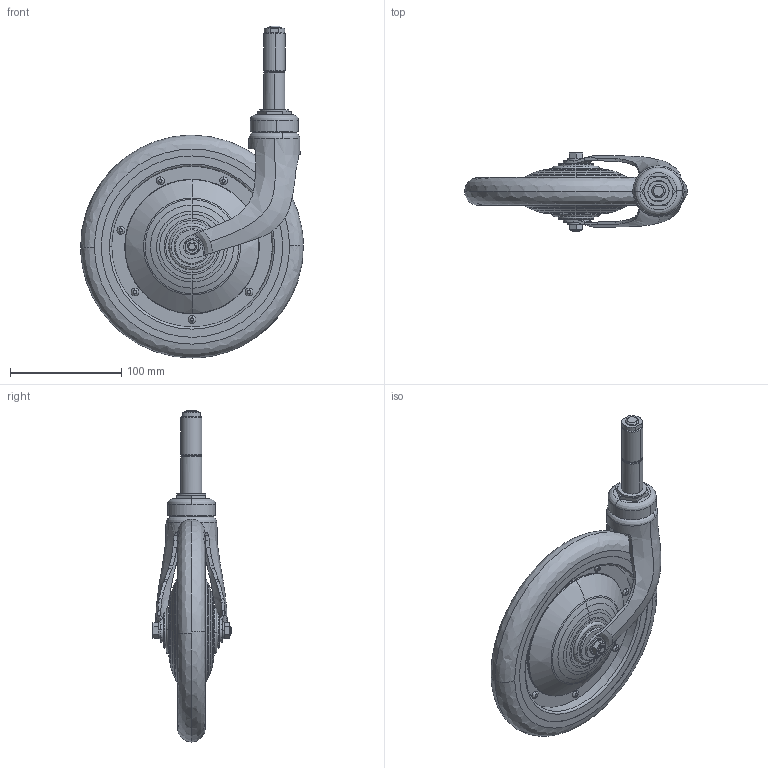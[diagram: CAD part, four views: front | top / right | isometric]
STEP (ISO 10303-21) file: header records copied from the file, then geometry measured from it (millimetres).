
FILE_DESCRIPTION((''),'2;1');
FILE_NAME('','2008-05-07T09:23:16',(''),(''),'','CADfix','');
FILE_SCHEMA(('AUTOMOTIVE_DESIGN { 1 0 10303 214 1 1 1 1 }'));
Length unit declared in the file: millimetre
Bounding box: 199.98 x 71.2 x 298 mm (x, y, z)
Volume: 760418.5 mm3; surface area: 128116.6 mm2
Topology: 4 solids, 4 shells, 364 faces, 1032 edges, 714 vertices
Faces by surface type: bspline 364
Entity records: 20331 total; most frequent: CARTESIAN_POINT 14644, ORIENTED_EDGE 2064, EDGE_CURVE 1032, VERTEX_POINT 714, EDGE_LOOP 410, FACE_OUTER_BOUND 364, ADVANCED_FACE 364, B_SPLINE_CURVE_WITH_KNOTS 314
